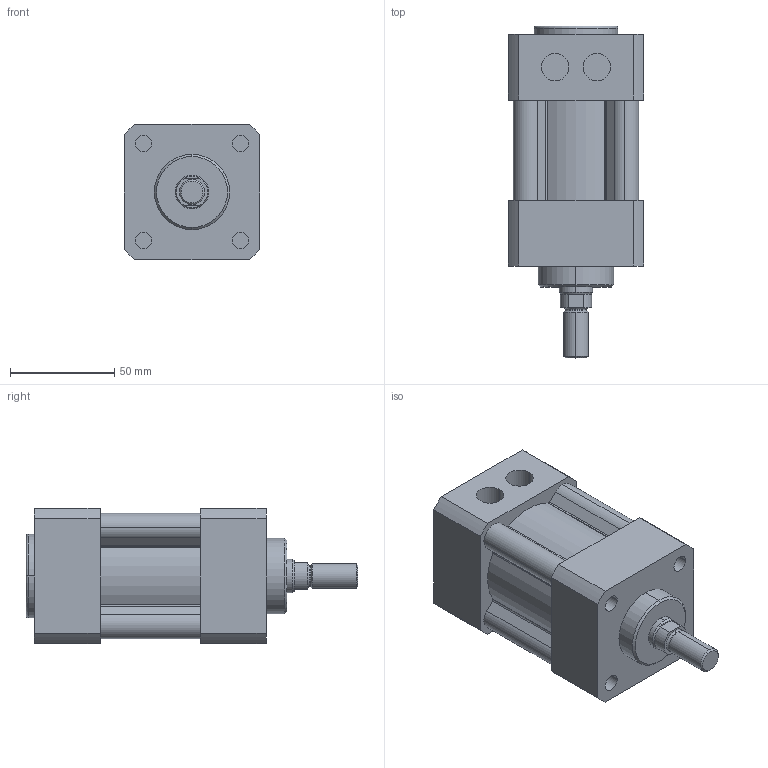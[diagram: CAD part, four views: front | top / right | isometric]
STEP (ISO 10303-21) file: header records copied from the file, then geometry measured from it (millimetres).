
FILE_DESCRIPTION((''),'1');
FILE_NAME(' ',' ',(''),(''),'ACIS Interop R17','Kubotek KeyCreator V7.0.2 (6668)',' ');
FILE_SCHEMA(('automotive_design'));
Length unit declared in the file: millimetre
Products named in the file (3): 1[1]
Bounding box: 65 x 159 x 65 mm (x, y, z)
Volume: 363310.6 mm3; surface area: 88474.9 mm2
Topology: 3 solids, 7 shells, 150 faces, 330 edges, 214 vertices
Faces by surface type: cylinder 82, plane 54, cone 8, torus 6
Entity records: 8730 total; most frequent: PRESENTATION_STYLE_ASSIGNMENT 835, COLOUR_RGB 835, DIRECTION 822, STYLED_ITEM 697, CARTESIAN_POINT 697, ORIENTED_EDGE 660, CURVE_STYLE 468, DRAUGHTING_PRE_DEFINED_CURVE_FONT 468
